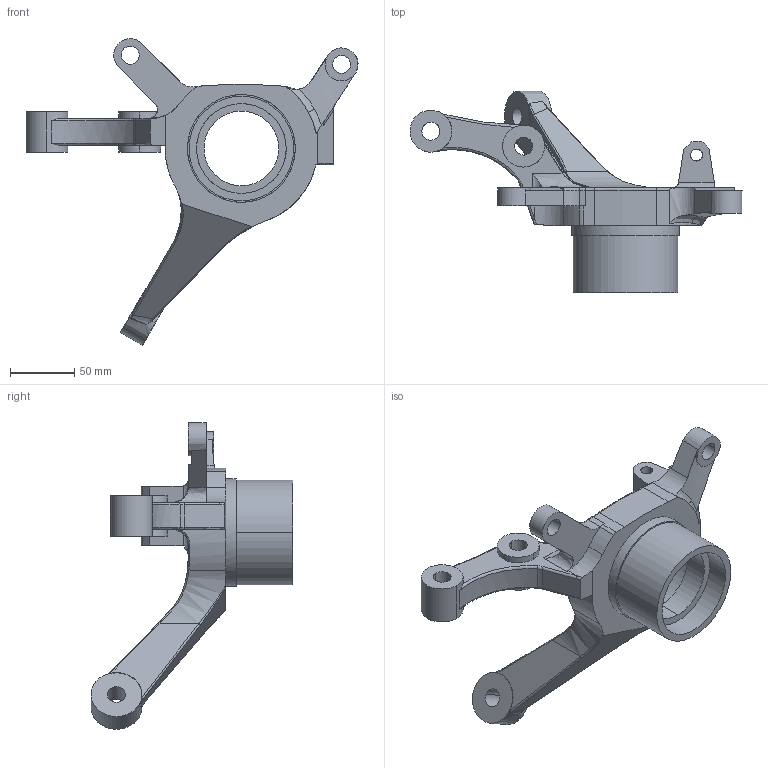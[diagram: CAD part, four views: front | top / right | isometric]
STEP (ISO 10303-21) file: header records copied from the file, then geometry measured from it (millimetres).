
FILE_DESCRIPTION(('FreeCAD Model'),'2;1');
FILE_NAME('Open CASCADE Shape Model','2025-04-17T10:39:44',('FreeCAD'),( 'FreeCAD'),'Open CASCADE STEP processor 7.6','FreeCAD','Unknown');
FILE_SCHEMA(('AUTOMOTIVE_DESIGN { 1 0 10303 214 1 1 1 1 }'));
Length unit declared in the file: millimetre
Products named in the file (1): Open CASCADE STEP translator 7.6 1
Bounding box: 258.32 x 157.12 x 238.48 mm (x, y, z)
Volume: 584794.8 mm3; surface area: 109080.2 mm2
Topology: 1 solids, 2 shells, 316 faces, 856 edges, 555 vertices
Faces by surface type: bspline 316
Entity records: 11461 total; most frequent: CARTESIAN_POINT 6435, ORIENTED_EDGE 1704, EDGE_CURVE 856, B_SPLINE_CURVE_WITH_KNOTS 686, VERTEX_POINT 555, FACE_BOUND 344, EDGE_LOOP 344, ADVANCED_FACE 316
